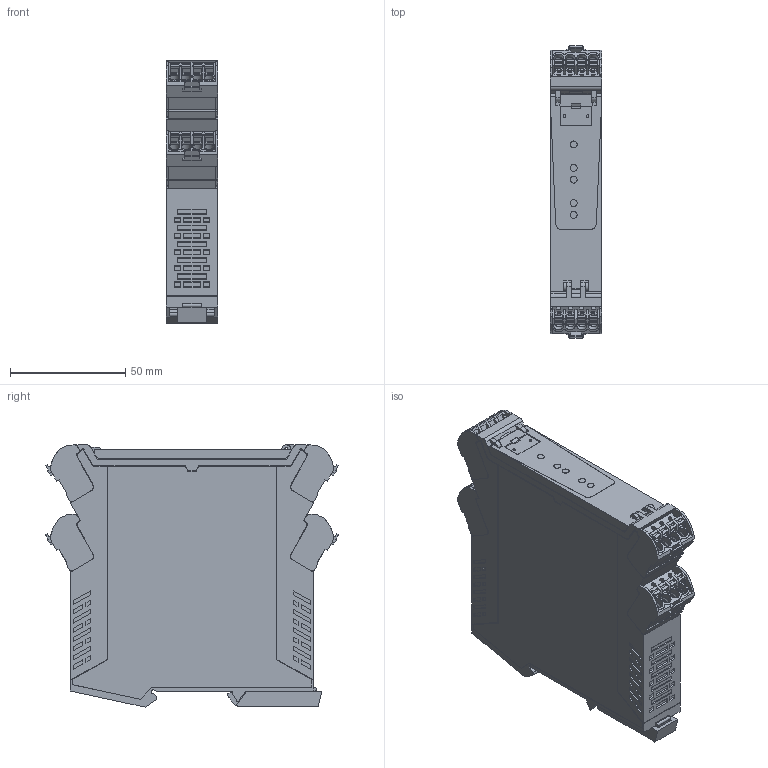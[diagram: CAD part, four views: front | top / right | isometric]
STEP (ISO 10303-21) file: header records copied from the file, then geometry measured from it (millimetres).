
FILE_DESCRIPTION(('CATIA V5 STEP Exchange','CAx-IF Rec.Pracs.--- Model Styling and Organization---1.4--- 2014-01-23'),'2;1');
FILE_NAME ('D1357337_2', '2019-02-13T07:17:24+00:00', ('none'), ('Weidmueller'), 'CATIA Version 5-6 Release 2016 SP3 HF44', 'CATIA V5 STEP AP214', 'none');
FILE_SCHEMA(('AUTOMOTIVE_DESIGN { 1 0 10303 214 1 1 1 1 }'));
Products named in the file (1): 7760054352
Bounding box: 22.5 x 127.12 x 114.02 mm (x, y, z)
Volume: 261227 mm3; surface area: 62096.4 mm2
Topology: 33 solids, 33 shells, 2321 faces, 6961 edges, 4825 vertices
Faces by surface type: plane 1749, cylinder 367, cone 96, extrusion 65, torus 32, sphere 12
Entity records: 77905 total; most frequent: CARTESIAN_POINT 17762, ORIENTED_EDGE 13902, DIRECTION 8830, EDGE_CURVE 6951, VECTOR 5190, LINE 5125, VERTEX_POINT 4825, EDGE_LOOP 2478
